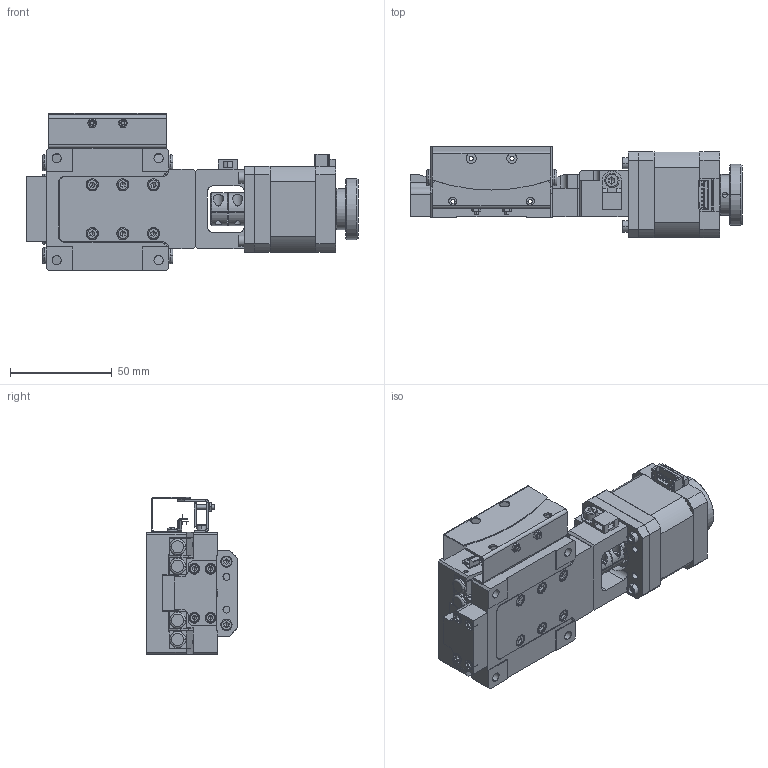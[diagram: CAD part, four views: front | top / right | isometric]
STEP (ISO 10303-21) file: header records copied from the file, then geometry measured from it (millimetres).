
FILE_DESCRIPTION (( 'STEP AP203' ), '1' );
FILE_NAME ('TBG80-60£¨AP203).STEP', '2019-11-05T05:48:40', ( '' ), ( '' ), 'SwSTEP 2.0', 'SolidWorks 2016', '' );
FILE_SCHEMA (( 'CONFIG_CONTROL_DESIGN' ));
Length unit declared in the file: millimetre
Products named in the file (1): TBG80-60（AP203)
Bounding box: 162.8 x 44.8 x 77.1 mm (x, y, z)
Surface area: 69550.5 mm2 (no closed solid volume)
Topology: 0 solids, 96 shells, 1285 faces, 4780 edges, 3382 vertices
Faces by surface type: plane 779, cylinder 299, cone 84, torus 82, bspline 33, sphere 8
Entity records: 54933 total; most frequent: CARTESIAN_POINT 14893, DIRECTION 8318, ORIENTED_EDGE 7424, EDGE_CURVE 4730, VERTEX_POINT 3382, LINE 2916, VECTOR 2916, AXIS2_PLACEMENT_3D 2701
